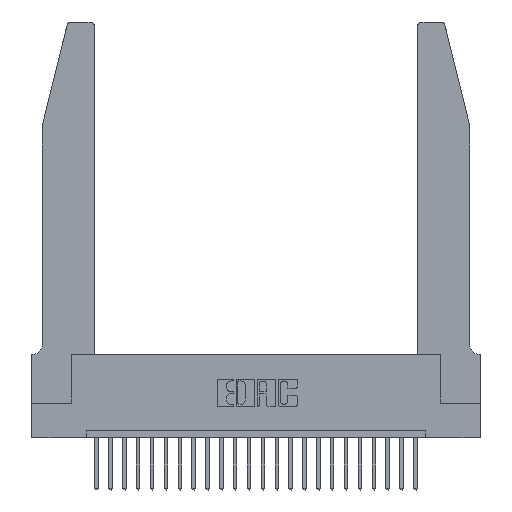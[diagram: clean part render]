
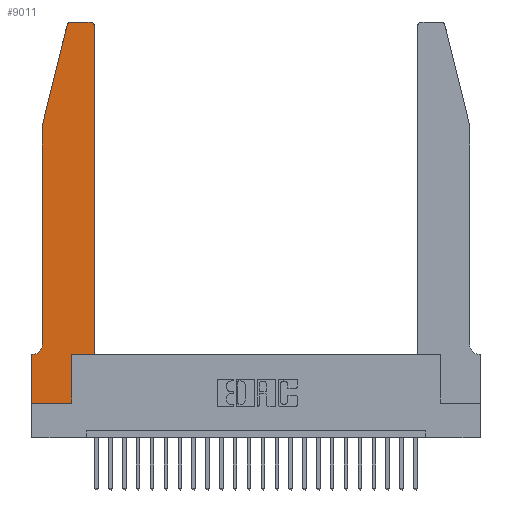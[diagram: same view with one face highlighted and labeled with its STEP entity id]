
A CAD part, top view. The second image highlights one B-rep face of the part: STEP entity #9011.
In plain terms, the highlighted planar face has unit normal (0, 0, 1).
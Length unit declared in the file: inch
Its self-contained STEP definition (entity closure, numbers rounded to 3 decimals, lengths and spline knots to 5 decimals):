
#662 = CARTESIAN_POINT ( 'NONE',  ( 0.2605, 2.75, 0.37 ) ) ;
#873 = CARTESIAN_POINT ( 'NONE',  ( 0.284, 2.75, 0.37 ) ) ;
#1054 = CIRCLE ( 'NONE', #14353, 0.07 ) ;
#1149 = VECTOR ( 'NONE', #15301, 39.37008 ) ;
#1339 = ORIENTED_EDGE ( 'NONE', *, *, #3016, .T. ) ;
#1594 = DIRECTION ( 'NONE',  ( 1., 0., 0. ) ) ;
#1779 = CARTESIAN_POINT ( 'NONE',  ( 0., 0., 0.37 ) ) ;
#1812 = DIRECTION ( 'NONE',  ( -0.239, -0.971, 0. ) ) ;
#2095 = CARTESIAN_POINT ( 'NONE',  ( 0.2865, 0., 0.37 ) ) ;
#2171 = ORIENTED_EDGE ( 'NONE', *, *, #17514, .T. ) ;
#2372 = CARTESIAN_POINT ( 'NONE',  ( 0.0755, 2., 0.37 ) ) ;
#2756 = CARTESIAN_POINT ( 'NONE',  ( 0.4505, 0.35, 0.37 ) ) ;
#2905 = CARTESIAN_POINT ( 'NONE',  ( 0., 0.35, 0.37 ) ) ;
#3016 = EDGE_CURVE ( 'NONE', #12968, #23016, #15508, .T. ) ;
#3021 = DIRECTION ( 'NONE',  ( 0., -1., 0. ) ) ;
#3167 = ORIENTED_EDGE ( 'NONE', *, *, #16653, .T. ) ;
#3393 = CARTESIAN_POINT ( 'NONE',  ( 0.0755, 0.42, 0.37 ) ) ;
#3424 = CARTESIAN_POINT ( 'NONE',  ( 0.4205, 2.72, 0.37 ) ) ;
#3552 = DIRECTION ( 'NONE',  ( 0., 1., 0. ) ) ;
#3928 = ORIENTED_EDGE ( 'NONE', *, *, #19838, .T. ) ;
#4454 = ORIENTED_EDGE ( 'NONE', *, *, #6072, .T. ) ;
#4476 = DIRECTION ( 'NONE',  ( 0., 1., 0. ) ) ;
#4711 = VECTOR ( 'NONE', #3552, 39.37008 ) ;
#5070 = AXIS2_PLACEMENT_3D ( 'NONE', #3424, #18997, #15426 ) ;
#5167 = LINE ( 'NONE', #19456, #25285 ) ;
#5370 = CIRCLE ( 'NONE', #15023, 0.03 ) ;
#6072 = EDGE_CURVE ( 'NONE', #24320, #19567, #5370, .T. ) ;
#6480 = EDGE_CURVE ( 'NONE', #25216, #14846, #19914, .T. ) ;
#6581 = DIRECTION ( 'NONE',  ( 0., 0., 1. ) ) ;
#6739 = CARTESIAN_POINT ( 'NONE',  ( 0.284, 2.72, 0.37 ) ) ;
#7021 = LINE ( 'NONE', #18175, #19212 ) ;
#7909 = DIRECTION ( 'NONE',  ( 1., 0., 0. ) ) ;
#8104 = DIRECTION ( 'NONE',  ( -1., 0., 0. ) ) ;
#8540 = AXIS2_PLACEMENT_3D ( 'NONE', #24934, #19184, #1594 ) ;
#8544 = FACE_OUTER_BOUND ( 'NONE', #8696, .T. ) ;
#8635 = EDGE_CURVE ( 'NONE', #19567, #11940, #14021, .T. ) ;
#8696 = EDGE_LOOP ( 'NONE', ( #9191, #4454, #21116, #3167, #17167, #3928, #1339, #23046, #16176, #2171, #23907, #13274 ) ) ;
#8820 = DIRECTION ( 'NONE',  ( -1., 0., 0. ) ) ;
#9011 = ADVANCED_FACE ( 'NONE', ( #8544 ), #20887, .T. ) ;
#9191 = ORIENTED_EDGE ( 'NONE', *, *, #10607, .T. ) ;
#9473 = VECTOR ( 'NONE', #3021, 39.37008 ) ;
#10053 = CARTESIAN_POINT ( 'NONE',  ( 0.0055, 0.35, 0.37 ) ) ;
#10334 = VECTOR ( 'NONE', #12421, 39.37008 ) ;
#10607 = EDGE_CURVE ( 'NONE', #18680, #24320, #19401, .T. ) ;
#11940 = VERTEX_POINT ( 'NONE', #15914 ) ;
#12361 = LINE ( 'NONE', #20463, #16611 ) ;
#12421 = DIRECTION ( 'NONE',  ( 0., -1., 0. ) ) ;
#12915 = CARTESIAN_POINT ( 'NONE',  ( 0.2865, 0.35, 0.37 ) ) ;
#12968 = VERTEX_POINT ( 'NONE', #2905 ) ;
#13119 = CIRCLE ( 'NONE', #5070, 0.03 ) ;
#13274 = ORIENTED_EDGE ( 'NONE', *, *, #23566, .T. ) ;
#13687 = DIRECTION ( 'NONE',  ( 1., 0., 0. ) ) ;
#13876 = CARTESIAN_POINT ( 'NONE',  ( 0.4505, 0.35, 0.37 ) ) ;
#14021 = LINE ( 'NONE', #17272, #17065 ) ;
#14353 = AXIS2_PLACEMENT_3D ( 'NONE', #15693, #17907, #8104 ) ;
#14741 = VERTEX_POINT ( 'NONE', #2756 ) ;
#14760 = CARTESIAN_POINT ( 'NONE',  ( 0.25487, 2.72718, 0.37 ) ) ;
#14846 = VERTEX_POINT ( 'NONE', #20970 ) ;
#14971 = EDGE_CURVE ( 'NONE', #20927, #17142, #1054, .T. ) ;
#15023 = AXIS2_PLACEMENT_3D ( 'NONE', #6739, #6581, #22145 ) ;
#15301 = DIRECTION ( 'NONE',  ( -1., 0., 0. ) ) ;
#15426 = DIRECTION ( 'NONE',  ( 1., 0., 0. ) ) ;
#15508 = LINE ( 'NONE', #20058, #10334 ) ;
#15693 = CARTESIAN_POINT ( 'NONE',  ( 0.0055, 0.42, 0.37 ) ) ;
#15914 = CARTESIAN_POINT ( 'NONE',  ( 0.0755, 2., 0.37 ) ) ;
#16014 = CARTESIAN_POINT ( 'NONE',  ( 0.4205, 2.75, 0.37 ) ) ;
#16176 = ORIENTED_EDGE ( 'NONE', *, *, #6480, .T. ) ;
#16178 = VECTOR ( 'NONE', #7909, 39.37008 ) ;
#16440 = VERTEX_POINT ( 'NONE', #25222 ) ;
#16611 = VECTOR ( 'NONE', #8820, 39.37008 ) ;
#16653 = EDGE_CURVE ( 'NONE', #11940, #20927, #22246, .T. ) ;
#17065 = VECTOR ( 'NONE', #1812, 39.37008 ) ;
#17078 = LINE ( 'NONE', #13876, #16178 ) ;
#17142 = VERTEX_POINT ( 'NONE', #10053 ) ;
#17167 = ORIENTED_EDGE ( 'NONE', *, *, #14971, .T. ) ;
#17272 = CARTESIAN_POINT ( 'NONE',  ( 0.0755, 2., 0.37 ) ) ;
#17514 = EDGE_CURVE ( 'NONE', #14846, #14741, #17078, .T. ) ;
#17907 = DIRECTION ( 'NONE',  ( 0., 0., -1. ) ) ;
#18175 = CARTESIAN_POINT ( 'NONE',  ( 0.4505, 0.35, 0.37 ) ) ;
#18455 = EDGE_CURVE ( 'NONE', #23016, #25216, #5167, .T. ) ;
#18680 = VERTEX_POINT ( 'NONE', #16014 ) ;
#18997 = DIRECTION ( 'NONE',  ( 0., 0., 1. ) ) ;
#19184 = DIRECTION ( 'NONE',  ( 0., 0., 1. ) ) ;
#19212 = VECTOR ( 'NONE', #4476, 39.37008 ) ;
#19401 = LINE ( 'NONE', #662, #1149 ) ;
#19456 = CARTESIAN_POINT ( 'NONE',  ( 0., 0., 0.37 ) ) ;
#19567 = VERTEX_POINT ( 'NONE', #14760 ) ;
#19838 = EDGE_CURVE ( 'NONE', #17142, #12968, #12361, .T. ) ;
#19914 = LINE ( 'NONE', #12915, #4711 ) ;
#20058 = CARTESIAN_POINT ( 'NONE',  ( 0., 0., 0.37 ) ) ;
#20463 = CARTESIAN_POINT ( 'NONE',  ( 0.0755, 0.35, 0.37 ) ) ;
#20887 = PLANE ( 'NONE',  #8540 ) ;
#20927 = VERTEX_POINT ( 'NONE', #3393 ) ;
#20970 = CARTESIAN_POINT ( 'NONE',  ( 0.2865, 0.35, 0.37 ) ) ;
#21116 = ORIENTED_EDGE ( 'NONE', *, *, #8635, .T. ) ;
#22145 = DIRECTION ( 'NONE',  ( 1., 0., 0. ) ) ;
#22246 = LINE ( 'NONE', #2372, #9473 ) ;
#23016 = VERTEX_POINT ( 'NONE', #1779 ) ;
#23046 = ORIENTED_EDGE ( 'NONE', *, *, #18455, .T. ) ;
#23273 = EDGE_CURVE ( 'NONE', #14741, #16440, #7021, .T. ) ;
#23566 = EDGE_CURVE ( 'NONE', #16440, #18680, #13119, .T. ) ;
#23907 = ORIENTED_EDGE ( 'NONE', *, *, #23273, .T. ) ;
#24320 = VERTEX_POINT ( 'NONE', #873 ) ;
#24934 = CARTESIAN_POINT ( 'NONE',  ( 0., 0.35, 0.37 ) ) ;
#25216 = VERTEX_POINT ( 'NONE', #2095 ) ;
#25222 = CARTESIAN_POINT ( 'NONE',  ( 0.4505, 2.72, 0.37 ) ) ;
#25285 = VECTOR ( 'NONE', #13687, 39.37008 ) ;
